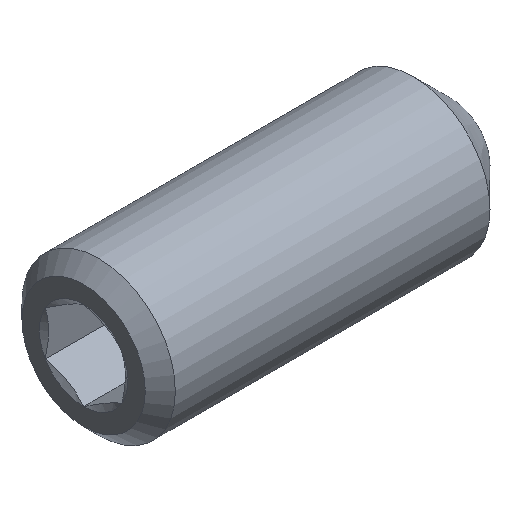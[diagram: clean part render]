
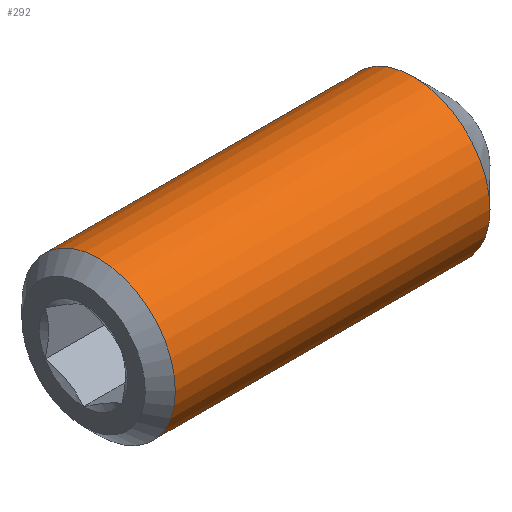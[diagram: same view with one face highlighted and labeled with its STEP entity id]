
A CAD part, isometric view. The second image highlights one B-rep face of the part: STEP entity #292.
In plain terms, the highlighted cylindrical face has radius 2.5 mm (diameter 5 mm), a full revolution.
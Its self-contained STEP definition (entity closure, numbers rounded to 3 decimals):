
#34=CYLINDRICAL_SURFACE('',#320,2.5);
#45=VECTOR('',#469,1.);
#63=LINE('',#390,#45);
#94=VERTEX_POINT('',#387);
#95=VERTEX_POINT('',#391);
#96=VERTEX_POINT('',#393);
#116=CIRCLE('',#319,2.5);
#117=CIRCLE('',#321,2.5);
#136=EDGE_CURVE('',#94,#94,#116,.T.);
#137=EDGE_CURVE('',#95,#94,#63,.T.);
#138=EDGE_CURVE('',#96,#95,#117,.T.);
#139=EDGE_CURVE('',#95,#96,#117,.T.);
#185=ORIENTED_EDGE('',*,*,#137,.T.);
#186=ORIENTED_EDGE('',*,*,#136,.T.);
#187=ORIENTED_EDGE('',*,*,#137,.F.);
#188=ORIENTED_EDGE('',*,*,#138,.F.);
#189=ORIENTED_EDGE('',*,*,#139,.F.);
#249=EDGE_LOOP('',(#185,#186,#187,#188,#189));
#271=FACE_BOUND('',#249,.T.);
#292=ADVANCED_FACE('',(#271),#34,.T.);
#319=AXIS2_PLACEMENT_3D('',#388,#465,#466);
#320=AXIS2_PLACEMENT_3D('',#389,#467,#468);
#321=AXIS2_PLACEMENT_3D('',#392,#470,#471);
#387=CARTESIAN_POINT('',(0.491,0.,-2.5));
#388=CARTESIAN_POINT('',(0.491,0.,0.));
#389=CARTESIAN_POINT('',(12.,0.,0.));
#390=CARTESIAN_POINT('',(-0.759,0.,-2.5));
#391=CARTESIAN_POINT('',(10.75,0.,-2.5));
#392=CARTESIAN_POINT('',(10.75,0.,0.));
#393=CARTESIAN_POINT('',(10.75,0.,2.5));
#465=DIRECTION('',(1.,0.,0.));
#466=DIRECTION('',(0.,0.,-2.5));
#467=DIRECTION('',(1.,0.,0.));
#468=DIRECTION('',(0.,0.,-2.5));
#469=DIRECTION('',(-1.,0.,0.));
#470=DIRECTION('',(1.,0.,0.));
#471=DIRECTION('',(0.,0.,-2.5));
